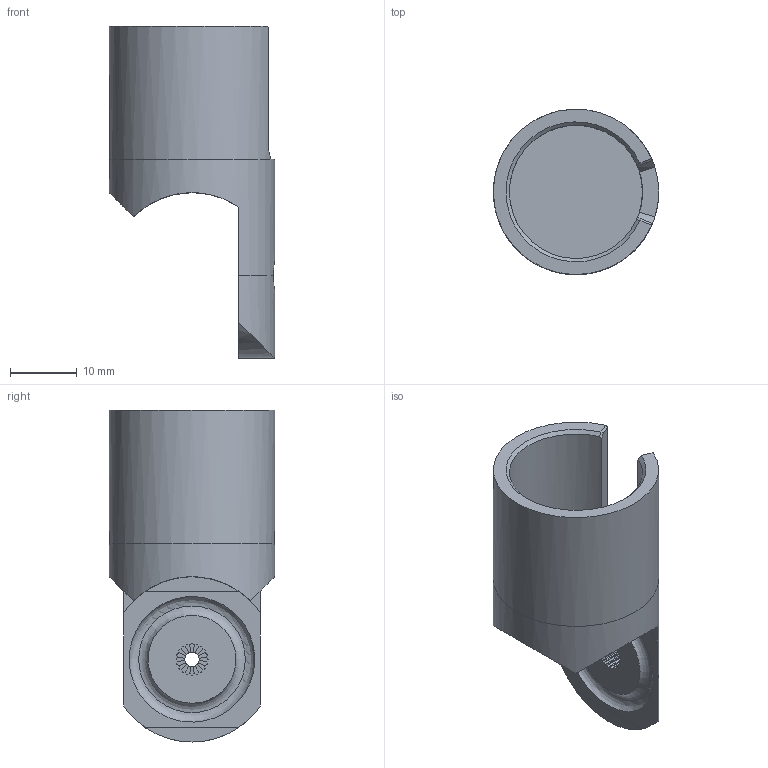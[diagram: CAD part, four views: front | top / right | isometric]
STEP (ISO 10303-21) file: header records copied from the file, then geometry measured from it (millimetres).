
FILE_DESCRIPTION(('FreeCAD Model'),'2;1');
FILE_NAME('Open CASCADE Shape Model','2025-06-05T22:54:26',(''),(''), 'Open CASCADE STEP processor 7.6','FreeCAD','Unknown');
FILE_SCHEMA(('AP242_MANAGED_MODEL_BASED_3D_ENGINEERING_MIM_LF. {1 0 10303 442 1 1 4 }'));
Length unit declared in the file: millimetre
Products named in the file (4): End Effector Upper; Body; LCS_2; LCS_1
Assembly tree (3 placements, depth 2):
  End Effector Upper
    Body
    LCS_2
    LCS_1
Bounding box: 24.8 x 24.8 x 49.8 mm (x, y, z)
Volume: 7257.6 mm3; surface area: 5100.2 mm2
Topology: 1 solids, 1 shells, 155 faces, 426 edges, 274 vertices
Faces by surface type: plane 75, cylinder 73, bspline 4, revolution 2, cone 1
Full cylindrical faces by diameter (mm): 2.15 x1, 4.47 x1, 24.8 x1
Entity records: 5494 total; most frequent: CARTESIAN_POINT 1356, DIRECTION 899, ORIENTED_EDGE 852, EDGE_CURVE 426, AXIS2_PLACEMENT_3D 334, VERTEX_POINT 274, LINE 229, VECTOR 229
